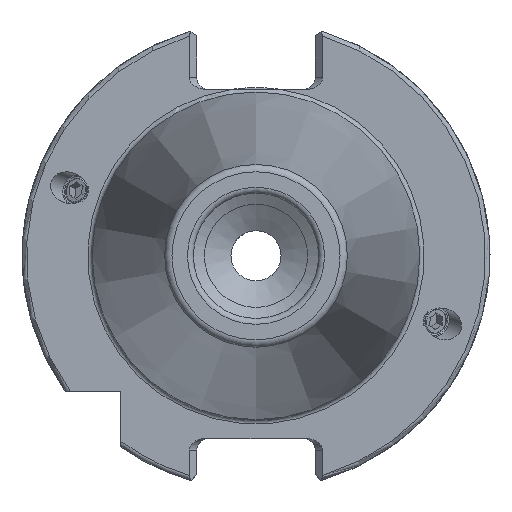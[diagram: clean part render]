
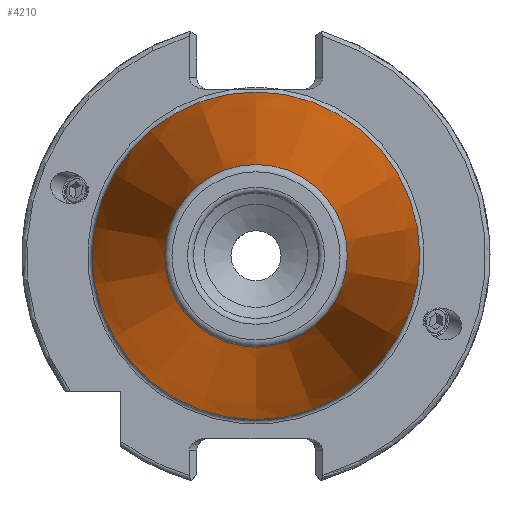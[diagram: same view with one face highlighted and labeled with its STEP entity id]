
A CAD part, left-side view. The second image highlights one B-rep face of the part: STEP entity #4210.
In plain terms, the highlighted conical face has half-angle 8.297 degrees and reference radius 22.225 mm.
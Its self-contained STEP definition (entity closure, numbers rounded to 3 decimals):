
#75 = VERTEX_POINT ( 'NONE', #4528 ) ;
#110 = EDGE_LOOP ( 'NONE', ( #5208 ) ) ;
#184 = DIRECTION ( 'NONE',  ( -1., 0., 0. ) ) ;
#534 = AXIS2_PLACEMENT_3D ( 'NONE', #4077, #5041, #2721 ) ;
#686 = DIRECTION ( 'NONE',  ( 0., 0., 1. ) ) ;
#1015 = AXIS2_PLACEMENT_3D ( 'NONE', #1086, #184, #686 ) ;
#1086 = CARTESIAN_POINT ( 'NONE',  ( -67.394, 0., 0. ) ) ;
#1254 = FACE_BOUND ( 'NONE', #1562, .T. ) ;
#1562 = EDGE_LOOP ( 'NONE', ( #3469 ) ) ;
#2192 = CONICAL_SURFACE ( 'NONE', #534, 22.225, 0.145 ) ;
#2436 = CIRCLE ( 'NONE', #5189, 22.225 ) ;
#2721 = DIRECTION ( 'NONE',  ( 0., 0., -1. ) ) ;
#2806 = DIRECTION ( 'NONE',  ( 0., 0., 1. ) ) ;
#3268 = DIRECTION ( 'NONE',  ( -1., 0., 0. ) ) ;
#3283 = CARTESIAN_POINT ( 'NONE',  ( 0., 0., 0. ) ) ;
#3469 = ORIENTED_EDGE ( 'NONE', *, *, #5897, .F. ) ;
#3606 = CARTESIAN_POINT ( 'NONE',  ( 0., 0., 22.225 ) ) ;
#3936 = CIRCLE ( 'NONE', #1015, 12.397 ) ;
#4077 = CARTESIAN_POINT ( 'NONE',  ( 0., 0., 0. ) ) ;
#4210 = ADVANCED_FACE ( 'NONE', ( #1254, #4816 ), #2192, .T. ) ;
#4252 = VERTEX_POINT ( 'NONE', #3606 ) ;
#4528 = CARTESIAN_POINT ( 'NONE',  ( -67.394, 0., 12.397 ) ) ;
#4816 = FACE_OUTER_BOUND ( 'NONE', #110, .T. ) ;
#5041 = DIRECTION ( 'NONE',  ( 1., 0., 0. ) ) ;
#5189 = AXIS2_PLACEMENT_3D ( 'NONE', #3283, #3268, #2806 ) ;
#5208 = ORIENTED_EDGE ( 'NONE', *, *, #5611, .T. ) ;
#5611 = EDGE_CURVE ( 'NONE', #4252, #4252, #2436, .T. ) ;
#5897 = EDGE_CURVE ( 'NONE', #75, #75, #3936, .T. ) ;
